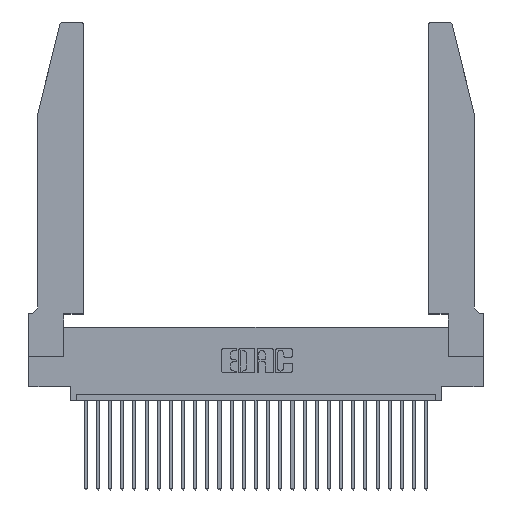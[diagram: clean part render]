
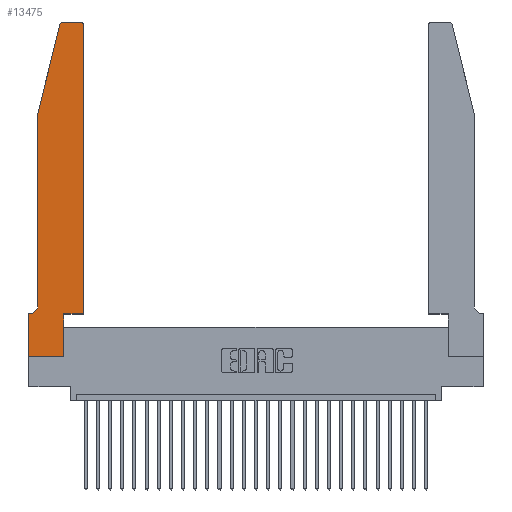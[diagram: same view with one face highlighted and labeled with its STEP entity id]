
A CAD part, top view. The second image highlights one B-rep face of the part: STEP entity #13475.
In plain terms, the highlighted planar face has unit normal (0, 0, 1).
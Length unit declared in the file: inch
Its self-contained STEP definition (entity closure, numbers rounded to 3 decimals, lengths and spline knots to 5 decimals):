
#85 = DIRECTION ( 'NONE',  ( 1., 0., 0. ) ) ;
#489 = EDGE_CURVE ( 'NONE', #5018, #20830, #8573, .T. ) ;
#521 = EDGE_CURVE ( 'NONE', #10186, #10313, #9250, .T. ) ;
#554 = DIRECTION ( 'NONE',  ( -1., 0., 0. ) ) ;
#647 = CARTESIAN_POINT ( 'NONE',  ( 0., 0.35, 0.37 ) ) ;
#1330 = CARTESIAN_POINT ( 'NONE',  ( 0., 0.35, 0.37 ) ) ;
#1428 = EDGE_LOOP ( 'NONE', ( #10423, #14953, #21071, #25640, #2324, #27955, #27620, #6704, #17035, #21042, #22787, #12246 ) ) ;
#2324 = ORIENTED_EDGE ( 'NONE', *, *, #9962, .T. ) ;
#3019 = CARTESIAN_POINT ( 'NONE',  ( 0.2865, 0.35, 0.37 ) ) ;
#3366 = FACE_OUTER_BOUND ( 'NONE', #1428, .T. ) ;
#3567 = DIRECTION ( 'NONE',  ( 1., 0., 0. ) ) ;
#3574 = VECTOR ( 'NONE', #7213, 39.37008 ) ;
#4346 = DIRECTION ( 'NONE',  ( 0., 0., 1. ) ) ;
#4521 = VERTEX_POINT ( 'NONE', #26000 ) ;
#5018 = VERTEX_POINT ( 'NONE', #6679 ) ;
#5320 = CARTESIAN_POINT ( 'NONE',  ( 0.4505, 0.35, 0.37 ) ) ;
#5667 = LINE ( 'NONE', #22718, #3574 ) ;
#5773 = AXIS2_PLACEMENT_3D ( 'NONE', #1330, #8026, #3567 ) ;
#6259 = DIRECTION ( 'NONE',  ( -1., 0., 0. ) ) ;
#6344 = VECTOR ( 'NONE', #20959, 39.37008 ) ;
#6679 = CARTESIAN_POINT ( 'NONE',  ( 0.284, 2.75, 0.37 ) ) ;
#6704 = ORIENTED_EDGE ( 'NONE', *, *, #7769, .T. ) ;
#7100 = LINE ( 'NONE', #14185, #22596 ) ;
#7213 = DIRECTION ( 'NONE',  ( -1., 0., 0. ) ) ;
#7324 = CIRCLE ( 'NONE', #7332, 0.07 ) ;
#7332 = AXIS2_PLACEMENT_3D ( 'NONE', #19384, #14680, #6259 ) ;
#7769 = EDGE_CURVE ( 'NONE', #25491, #18546, #24636, .T. ) ;
#8026 = DIRECTION ( 'NONE',  ( 0., 0., 1. ) ) ;
#8265 = CARTESIAN_POINT ( 'NONE',  ( 0.0055, 0.35, 0.37 ) ) ;
#8573 = CIRCLE ( 'NONE', #12269, 0.03 ) ;
#9250 = LINE ( 'NONE', #13734, #20213 ) ;
#9962 = EDGE_CURVE ( 'NONE', #28442, #10186, #7324, .T. ) ;
#10036 = CARTESIAN_POINT ( 'NONE',  ( 0.4505, 0.35, 0.37 ) ) ;
#10043 = PLANE ( 'NONE',  #5773 ) ;
#10186 = VERTEX_POINT ( 'NONE', #8265 ) ;
#10279 = CARTESIAN_POINT ( 'NONE',  ( 0.4205, 2.75, 0.37 ) ) ;
#10313 = VERTEX_POINT ( 'NONE', #647 ) ;
#10314 = VECTOR ( 'NONE', #13565, 39.37008 ) ;
#10386 = VECTOR ( 'NONE', #15375, 39.37008 ) ;
#10423 = ORIENTED_EDGE ( 'NONE', *, *, #24833, .T. ) ;
#11079 = EDGE_CURVE ( 'NONE', #24401, #28442, #26845, .T. ) ;
#11249 = CARTESIAN_POINT ( 'NONE',  ( 0., 0., 0.37 ) ) ;
#12246 = ORIENTED_EDGE ( 'NONE', *, *, #21046, .T. ) ;
#12269 = AXIS2_PLACEMENT_3D ( 'NONE', #13548, #17760, #22421 ) ;
#12493 = CARTESIAN_POINT ( 'NONE',  ( 0.0755, 2., 0.37 ) ) ;
#13438 = EDGE_CURVE ( 'NONE', #23078, #4521, #24341, .T. ) ;
#13475 = ADVANCED_FACE ( 'NONE', ( #3366 ), #10043, .T. ) ;
#13483 = CARTESIAN_POINT ( 'NONE',  ( 0., 0., 0.37 ) ) ;
#13548 = CARTESIAN_POINT ( 'NONE',  ( 0.284, 2.72, 0.37 ) ) ;
#13565 = DIRECTION ( 'NONE',  ( 0., -1., 0. ) ) ;
#13734 = CARTESIAN_POINT ( 'NONE',  ( 0.0755, 0.35, 0.37 ) ) ;
#13849 = VERTEX_POINT ( 'NONE', #3019 ) ;
#13867 = LINE ( 'NONE', #14297, #6344 ) ;
#14185 = CARTESIAN_POINT ( 'NONE',  ( 0.2865, 0.35, 0.37 ) ) ;
#14297 = CARTESIAN_POINT ( 'NONE',  ( 0.4505, 0.35, 0.37 ) ) ;
#14426 = CARTESIAN_POINT ( 'NONE',  ( 0.0755, 2., 0.37 ) ) ;
#14680 = DIRECTION ( 'NONE',  ( 0., 0., -1. ) ) ;
#14953 = ORIENTED_EDGE ( 'NONE', *, *, #489, .T. ) ;
#15069 = AXIS2_PLACEMENT_3D ( 'NONE', #24073, #4346, #26261 ) ;
#15375 = DIRECTION ( 'NONE',  ( 0., -1., 0. ) ) ;
#16440 = LINE ( 'NONE', #11249, #10314 ) ;
#16528 = VERTEX_POINT ( 'NONE', #10279 ) ;
#16543 = VECTOR ( 'NONE', #17298, 39.37008 ) ;
#16851 = CIRCLE ( 'NONE', #15069, 0.03 ) ;
#17035 = ORIENTED_EDGE ( 'NONE', *, *, #23744, .T. ) ;
#17298 = DIRECTION ( 'NONE',  ( -0.239, -0.971, 0. ) ) ;
#17654 = CARTESIAN_POINT ( 'NONE',  ( 0.2865, 0., 0.37 ) ) ;
#17760 = DIRECTION ( 'NONE',  ( 0., 0., 1. ) ) ;
#18546 = VERTEX_POINT ( 'NONE', #17654 ) ;
#19384 = CARTESIAN_POINT ( 'NONE',  ( 0.0055, 0.42, 0.37 ) ) ;
#20213 = VECTOR ( 'NONE', #554, 39.37008 ) ;
#20830 = VERTEX_POINT ( 'NONE', #27797 ) ;
#20959 = DIRECTION ( 'NONE',  ( 1., 0., 0. ) ) ;
#21042 = ORIENTED_EDGE ( 'NONE', *, *, #24957, .T. ) ;
#21046 = EDGE_CURVE ( 'NONE', #4521, #16528, #16851, .T. ) ;
#21071 = ORIENTED_EDGE ( 'NONE', *, *, #25789, .T. ) ;
#22313 = EDGE_CURVE ( 'NONE', #10313, #25491, #16440, .T. ) ;
#22421 = DIRECTION ( 'NONE',  ( 1., 0., 0. ) ) ;
#22596 = VECTOR ( 'NONE', #25546, 39.37008 ) ;
#22718 = CARTESIAN_POINT ( 'NONE',  ( 0.2605, 2.75, 0.37 ) ) ;
#22736 = DIRECTION ( 'NONE',  ( 0., 1., 0. ) ) ;
#22787 = ORIENTED_EDGE ( 'NONE', *, *, #13438, .T. ) ;
#23078 = VERTEX_POINT ( 'NONE', #10036 ) ;
#23652 = VECTOR ( 'NONE', #85, 39.37008 ) ;
#23744 = EDGE_CURVE ( 'NONE', #18546, #13849, #7100, .T. ) ;
#24027 = VECTOR ( 'NONE', #22736, 39.37008 ) ;
#24073 = CARTESIAN_POINT ( 'NONE',  ( 0.4205, 2.72, 0.37 ) ) ;
#24341 = LINE ( 'NONE', #5320, #24027 ) ;
#24401 = VERTEX_POINT ( 'NONE', #14426 ) ;
#24572 = CARTESIAN_POINT ( 'NONE',  ( 0.0755, 0.42, 0.37 ) ) ;
#24636 = LINE ( 'NONE', #13483, #23652 ) ;
#24833 = EDGE_CURVE ( 'NONE', #16528, #5018, #5667, .T. ) ;
#24957 = EDGE_CURVE ( 'NONE', #13849, #23078, #13867, .T. ) ;
#25189 = LINE ( 'NONE', #26269, #16543 ) ;
#25419 = CARTESIAN_POINT ( 'NONE',  ( 0., 0., 0.37 ) ) ;
#25491 = VERTEX_POINT ( 'NONE', #25419 ) ;
#25546 = DIRECTION ( 'NONE',  ( 0., 1., 0. ) ) ;
#25640 = ORIENTED_EDGE ( 'NONE', *, *, #11079, .T. ) ;
#25789 = EDGE_CURVE ( 'NONE', #20830, #24401, #25189, .T. ) ;
#26000 = CARTESIAN_POINT ( 'NONE',  ( 0.4505, 2.72, 0.37 ) ) ;
#26261 = DIRECTION ( 'NONE',  ( 1., 0., 0. ) ) ;
#26269 = CARTESIAN_POINT ( 'NONE',  ( 0.0755, 2., 0.37 ) ) ;
#26845 = LINE ( 'NONE', #12493, #10386 ) ;
#27620 = ORIENTED_EDGE ( 'NONE', *, *, #22313, .T. ) ;
#27797 = CARTESIAN_POINT ( 'NONE',  ( 0.25487, 2.72718, 0.37 ) ) ;
#27955 = ORIENTED_EDGE ( 'NONE', *, *, #521, .T. ) ;
#28442 = VERTEX_POINT ( 'NONE', #24572 ) ;
